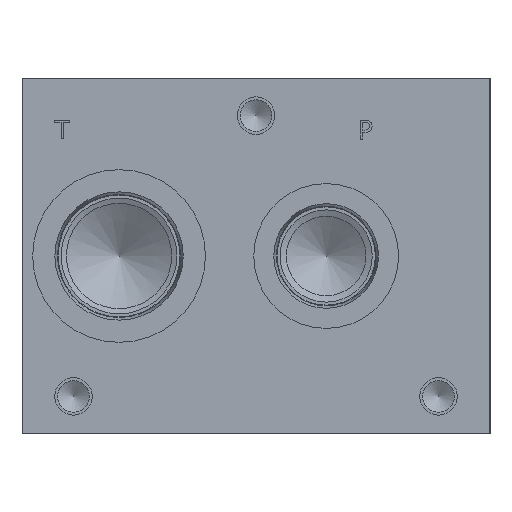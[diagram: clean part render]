
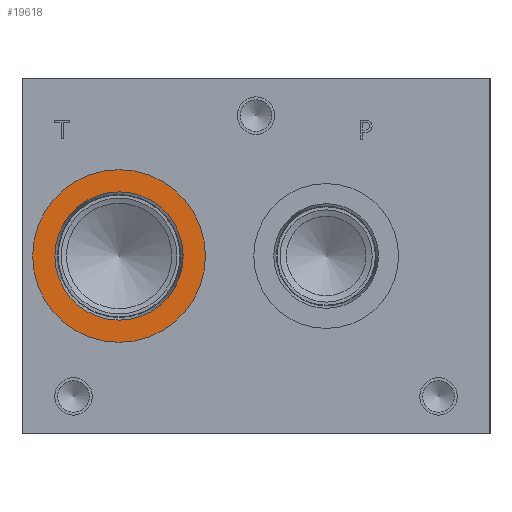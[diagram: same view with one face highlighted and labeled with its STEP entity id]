
A CAD part, left-side view. The second image highlights one B-rep face of the part: STEP entity #19618.
In plain terms, the highlighted planar face has unit normal (-1, 0, 0).
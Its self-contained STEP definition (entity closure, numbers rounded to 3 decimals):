
#924=CIRCLE('',#20876,29.286);
#925=CIRCLE('',#20877,29.286);
#926=CIRCLE('',#20879,21.755);
#927=CIRCLE('',#20880,21.755);
#1768=FACE_BOUND('',#3852,.T.);
#2675=FACE_OUTER_BOUND('',#3851,.T.);
#3851=EDGE_LOOP('',(#16460,#16461));
#3852=EDGE_LOOP('',(#16462,#16463));
#9035=VERTEX_POINT('',#33182);
#9036=VERTEX_POINT('',#33184);
#9037=VERTEX_POINT('',#33188);
#9038=VERTEX_POINT('',#33189);
#11631=EDGE_CURVE('',#9035,#9036,#924,.T.);
#11632=EDGE_CURVE('',#9036,#9035,#925,.T.);
#11633=EDGE_CURVE('',#9037,#9038,#926,.T.);
#11634=EDGE_CURVE('',#9038,#9037,#927,.T.);
#16460=ORIENTED_EDGE('',*,*,#11632,.F.);
#16461=ORIENTED_EDGE('',*,*,#11631,.F.);
#16462=ORIENTED_EDGE('',*,*,#11633,.T.);
#16463=ORIENTED_EDGE('',*,*,#11634,.T.);
#18183=PLANE('',#20878);
#19618=ADVANCED_FACE('',(#2675,#1768),#18183,.F.);
#20876=AXIS2_PLACEMENT_3D('',#33185,#24956,#24957);
#20877=AXIS2_PLACEMENT_3D('',#33186,#24958,#24959);
#20878=AXIS2_PLACEMENT_3D('',#33187,#24960,#24961);
#20879=AXIS2_PLACEMENT_3D('',#33190,#24962,#24963);
#20880=AXIS2_PLACEMENT_3D('',#33191,#24964,#24965);
#24956=DIRECTION('center_axis',(1.,0.,0.));
#24957=DIRECTION('ref_axis',(0.,0.,-1.));
#24958=DIRECTION('center_axis',(1.,0.,0.));
#24959=DIRECTION('ref_axis',(0.,0.,-1.));
#24960=DIRECTION('center_axis',(1.,0.,0.));
#24961=DIRECTION('ref_axis',(0.,0.,-1.));
#24962=DIRECTION('center_axis',(1.,0.,0.));
#24963=DIRECTION('ref_axis',(0.,0.,-1.));
#24964=DIRECTION('center_axis',(1.,0.,0.));
#24965=DIRECTION('ref_axis',(0.,0.,-1.));
#33182=CARTESIAN_POINT('',(0.787,125.832,31.039));
#33184=CARTESIAN_POINT('',(0.787,125.832,89.611));
#33185=CARTESIAN_POINT('Origin',(0.787,125.832,60.325));
#33186=CARTESIAN_POINT('Origin',(0.787,125.832,60.325));
#33187=CARTESIAN_POINT('Origin',(0.787,125.832,82.08));
#33188=CARTESIAN_POINT('',(0.787,125.832,82.08));
#33189=CARTESIAN_POINT('',(0.787,125.832,38.57));
#33190=CARTESIAN_POINT('Origin',(0.787,125.832,60.325));
#33191=CARTESIAN_POINT('Origin',(0.787,125.832,60.325));
